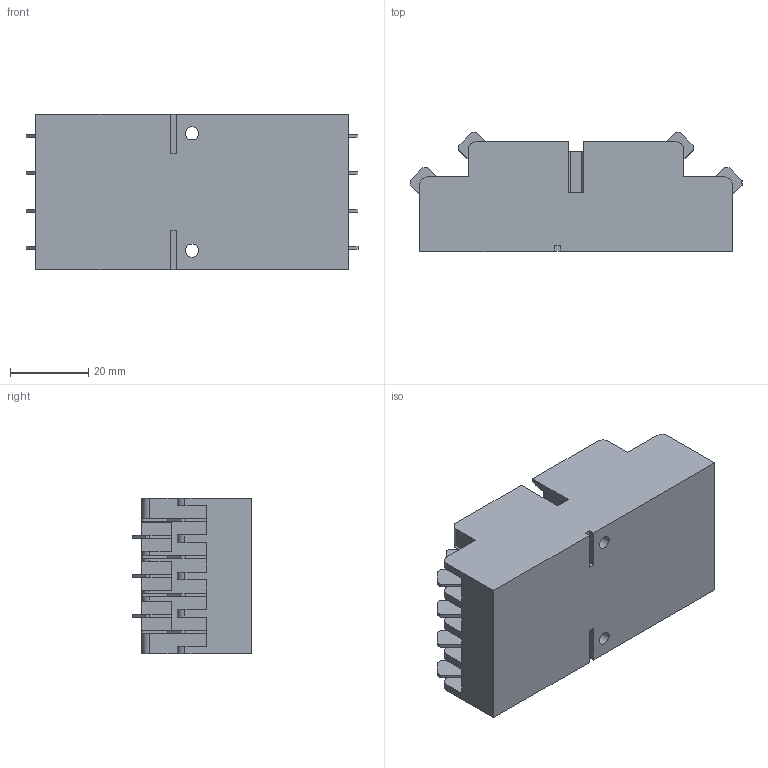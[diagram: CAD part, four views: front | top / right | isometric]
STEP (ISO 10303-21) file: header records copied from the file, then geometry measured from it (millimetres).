
FILE_DESCRIPTION((''),'2;1');
FILE_NAME('V24.stp','2008-08-18T15:02:12',('Niriawan'),(''),'Autodesk Inventor 2009','Autodesk Inventor 2009','');
FILE_SCHEMA(('AUTOMOTIVE_DESIGN { 1 0 10303 214 1 1 1 1 }'));
Length unit declared in the file: millimetre
Products named in the file (1): V24
Bounding box: 84.89 x 30.4 x 39.8 mm (x, y, z)
Volume: 66823.1 mm3; surface area: 20648.3 mm2
Topology: 1 solids, 21 shells, 492 faces, 1312 edges, 862 vertices
Faces by surface type: plane 424, cylinder 66, bspline 2
Entity records: 15353 total; most frequent: CARTESIAN_POINT 2695, ORIENTED_EDGE 2616, DIRECTION 2440, EDGE_CURVE 1308, VECTOR 1158, LINE 1158, VERTEX_POINT 860, AXIS2_PLACEMENT_3D 641
